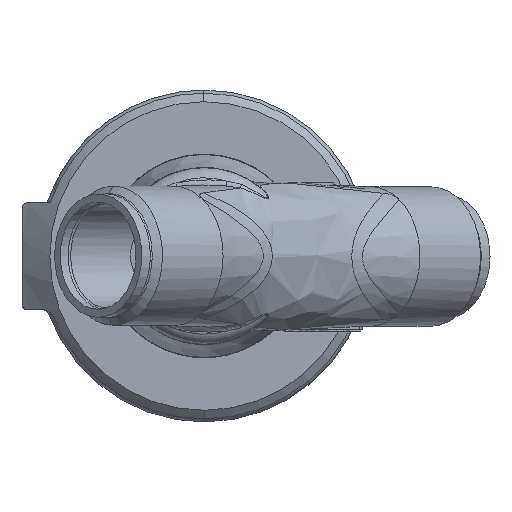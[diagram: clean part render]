
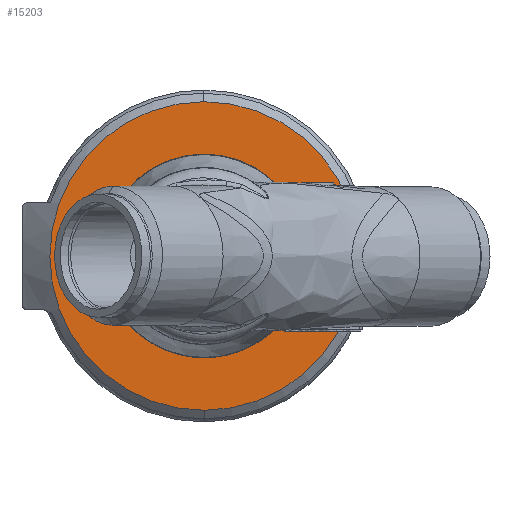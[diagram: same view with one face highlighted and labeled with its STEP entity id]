
A CAD part, front view. The second image highlights one B-rep face of the part: STEP entity #15203.
In plain terms, the highlighted planar face has unit normal (0, -1, 0).
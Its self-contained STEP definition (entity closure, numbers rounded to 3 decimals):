
#504 = VERTEX_POINT ( 'NONE', #3132 ) ;
#564 = DIRECTION ( 'NONE',  ( 0., -1., 0. ) ) ;
#953 = AXIS2_PLACEMENT_3D ( 'NONE', #14260, #2125, #2015 ) ;
#1011 = CARTESIAN_POINT ( 'NONE',  ( -5.797, -26.873, 0. ) ) ;
#1074 = VERTEX_POINT ( 'NONE', #12200 ) ;
#1461 = EDGE_LOOP ( 'NONE', ( #8646, #10219 ) ) ;
#1511 = CIRCLE ( 'NONE', #4607, 13.5 ) ;
#1981 = FACE_OUTER_BOUND ( 'NONE', #1461, .T. ) ;
#2015 = DIRECTION ( 'NONE',  ( 1., 0., 0. ) ) ;
#2125 = DIRECTION ( 'NONE',  ( 0., -1., 0. ) ) ;
#2632 = PLANE ( 'NONE',  #15452 ) ;
#2857 = ORIENTED_EDGE ( 'NONE', *, *, #3307, .F. ) ;
#3132 = CARTESIAN_POINT ( 'NONE',  ( -63.424, -26.873, 0. ) ) ;
#3307 = EDGE_CURVE ( 'NONE', #1074, #7080, #12115, .T. ) ;
#3884 = CARTESIAN_POINT ( 'NONE',  ( -50.11, -26.873, 0. ) ) ;
#4607 = AXIS2_PLACEMENT_3D ( 'NONE', #8188, #14343, #9455 ) ;
#5405 = DIRECTION ( 'NONE',  ( 1., 0., 0. ) ) ;
#6881 = CIRCLE ( 'NONE', #15315, 28.813 ) ;
#7080 = VERTEX_POINT ( 'NONE', #7798 ) ;
#7243 = AXIS2_PLACEMENT_3D ( 'NONE', #10464, #12936, #7900 ) ;
#7279 = VERTEX_POINT ( 'NONE', #1011 ) ;
#7798 = CARTESIAN_POINT ( 'NONE',  ( -21.11, -26.873, 0. ) ) ;
#7900 = DIRECTION ( 'NONE',  ( 1., 0., 0. ) ) ;
#8188 = CARTESIAN_POINT ( 'NONE',  ( -34.61, -26.873, 0. ) ) ;
#8646 = ORIENTED_EDGE ( 'NONE', *, *, #13476, .T. ) ;
#9455 = DIRECTION ( 'NONE',  ( 1., 0., 0. ) ) ;
#9765 = EDGE_CURVE ( 'NONE', #7080, #1074, #1511, .T. ) ;
#10219 = ORIENTED_EDGE ( 'NONE', *, *, #10734, .T. ) ;
#10464 = CARTESIAN_POINT ( 'NONE',  ( -34.61, -26.873, 0. ) ) ;
#10532 = FACE_BOUND ( 'NONE', #12762, .T. ) ;
#10734 = EDGE_CURVE ( 'NONE', #7279, #504, #6881, .T. ) ;
#11397 = CARTESIAN_POINT ( 'NONE',  ( -34.61, -26.873, 0. ) ) ;
#11472 = DIRECTION ( 'NONE',  ( 1., 0., 0. ) ) ;
#12037 = ORIENTED_EDGE ( 'NONE', *, *, #9765, .F. ) ;
#12115 = CIRCLE ( 'NONE', #7243, 13.5 ) ;
#12200 = CARTESIAN_POINT ( 'NONE',  ( -48.11, -26.873, 0. ) ) ;
#12721 = DIRECTION ( 'NONE',  ( 0., -1., 0. ) ) ;
#12762 = EDGE_LOOP ( 'NONE', ( #12037, #2857 ) ) ;
#12936 = DIRECTION ( 'NONE',  ( 0., -1., 0. ) ) ;
#13476 = EDGE_CURVE ( 'NONE', #504, #7279, #14583, .T. ) ;
#14260 = CARTESIAN_POINT ( 'NONE',  ( -34.61, -26.873, 0. ) ) ;
#14343 = DIRECTION ( 'NONE',  ( 0., -1., 0. ) ) ;
#14583 = CIRCLE ( 'NONE', #953, 28.813 ) ;
#15203 = ADVANCED_FACE ( 'NONE', ( #1981, #10532 ), #2632, .T. ) ;
#15315 = AXIS2_PLACEMENT_3D ( 'NONE', #11397, #12721, #5405 ) ;
#15452 = AXIS2_PLACEMENT_3D ( 'NONE', #3884, #564, #11472 ) ;
